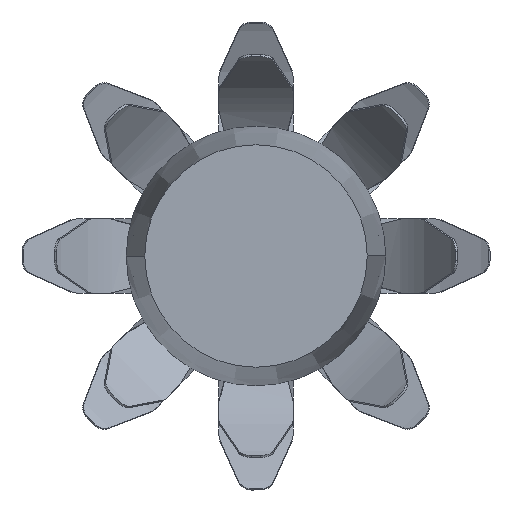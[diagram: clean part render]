
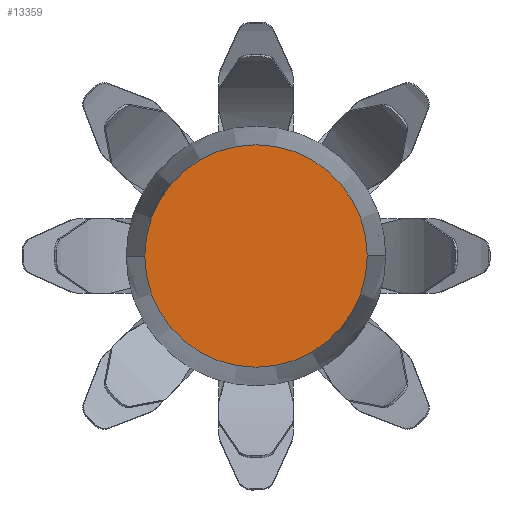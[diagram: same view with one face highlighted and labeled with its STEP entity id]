
A CAD part, front view. The second image highlights one B-rep face of the part: STEP entity #13359.
In plain terms, the highlighted planar face has unit normal (0, -1, 0).
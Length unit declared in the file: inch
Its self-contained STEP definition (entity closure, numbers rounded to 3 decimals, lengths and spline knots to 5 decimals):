
#3128 = EDGE_LOOP ( 'NONE', ( #16477, #16478 ) ) ;
#3239 = CARTESIAN_POINT ( 'NONE',  ( 0., 0., 0. ) ) ;
#3271 = DIRECTION ( 'NONE',  ( 0., 1., 0. ) ) ;
#3273 = DIRECTION ( 'NONE',  ( -1., 0., 0. ) ) ;
#4114 = CARTESIAN_POINT ( 'NONE',  ( 0., 0., 0. ) ) ;
#4120 = DIRECTION ( 'NONE',  ( 0., 1., 0. ) ) ;
#4121 = DIRECTION ( 'NONE',  ( -1., 0., 0. ) ) ;
#5233 = CIRCLE ( 'NONE', #9761, 3. ) ;
#5341 = CIRCLE ( 'NONE', #9773, 3. ) ;
#5980 = FACE_OUTER_BOUND ( 'NONE', #3128, .T. ) ;
#7978 = CARTESIAN_POINT ( 'NONE',  ( 3., 0., 0. ) ) ;
#7982 = PLANE ( 'NONE',  #10135 ) ;
#7985 = DIRECTION ( 'NONE',  ( 0., 1., 0. ) ) ;
#7986 = DIRECTION ( 'NONE',  ( -1., 0., 0. ) ) ;
#8780 = CARTESIAN_POINT ( 'NONE',  ( 3., 0., 0. ) ) ;
#8808 = CARTESIAN_POINT ( 'NONE',  ( -3., 0., 0. ) ) ;
#9761 = AXIS2_PLACEMENT_3D ( 'NONE', #3239, #3271, #3273 ) ;
#9773 = AXIS2_PLACEMENT_3D ( 'NONE', #4114, #4120, #4121 ) ;
#10135 = AXIS2_PLACEMENT_3D ( 'NONE', #7978, #7985, #7986 ) ;
#11567 = EDGE_CURVE ( 'NONE', #13742, #13714, #5233, .T. ) ;
#11668 = EDGE_CURVE ( 'NONE', #13714, #13742, #5341, .T. ) ;
#13359 = ADVANCED_FACE ( 'NONE', ( #5980 ), #7982, .F. ) ;
#13714 = VERTEX_POINT ( 'NONE', #8780 ) ;
#13742 = VERTEX_POINT ( 'NONE', #8808 ) ;
#16477 = ORIENTED_EDGE ( 'NONE', *, *, #11567, .F. ) ;
#16478 = ORIENTED_EDGE ( 'NONE', *, *, #11668, .F. ) ;
